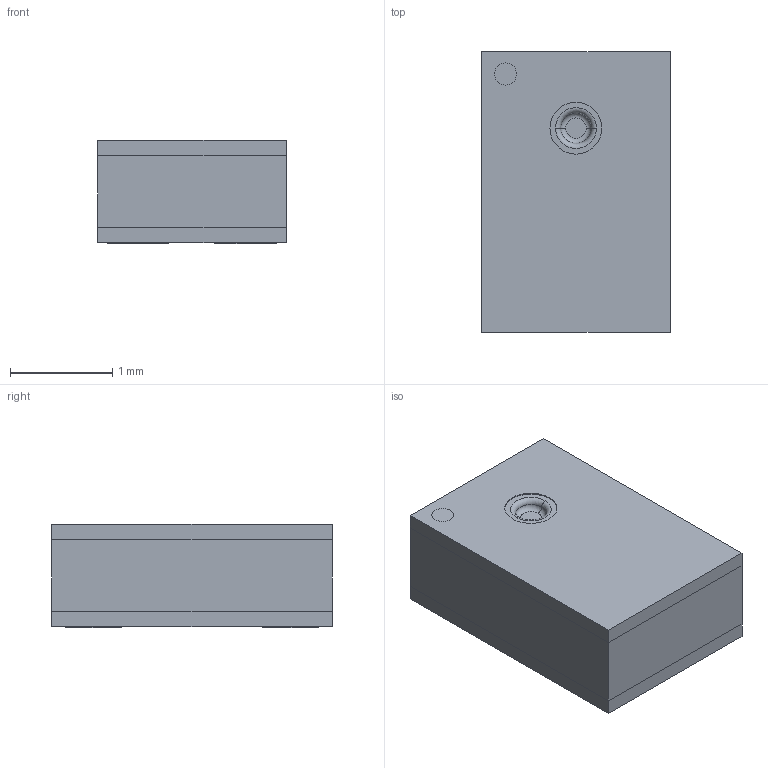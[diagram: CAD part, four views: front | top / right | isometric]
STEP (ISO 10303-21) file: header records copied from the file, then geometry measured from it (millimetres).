
FILE_DESCRIPTION(('FreeCAD Model'),'2;1');
FILE_NAME('Open CASCADE Shape Model','2025-02-20T21:31:59',('Author'),( ''),'Open CASCADE STEP processor 7.6','FreeCAD','Unknown');
FILE_SCHEMA(('AUTOMOTIVE_DESIGN { 1 0 10303 214 1 1 1 1 }'));
Length unit declared in the file: millimetre
Products named in the file (4): COMPOUND003; COMPOUND; COMPOUND001; COMPOUND002
Assembly tree (3 placements, depth 2):
  COMPOUND003
    COMPOUND
    COMPOUND001
    COMPOUND002
Bounding box: 1.85 x 2.75 x 1.01 mm (x, y, z)
Volume: 5.1 mm3; surface area: 39.9 mm2
Topology: 3 solids, 3 shells, 273 faces, 721 edges, 480 vertices
Faces by surface type: plane 167, bspline 98, cylinder 4, torus 4
Entity records: 10899 total; most frequent: CARTESIAN_POINT 2784, ORIENTED_EDGE 1442, DIRECTION 897, EDGE_CURVE 721, LINE 503, VECTOR 503, VERTEX_POINT 480, FACE_BOUND 299
